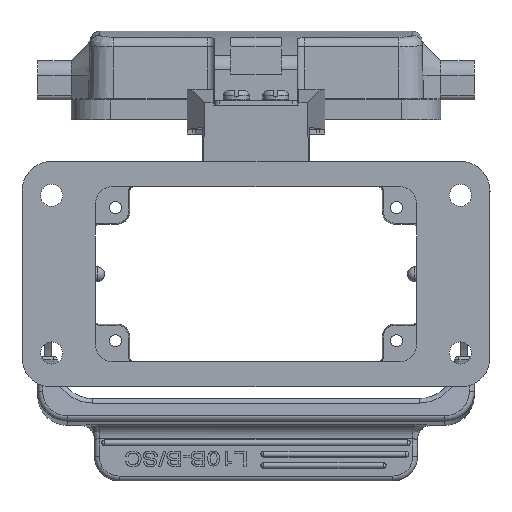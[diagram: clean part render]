
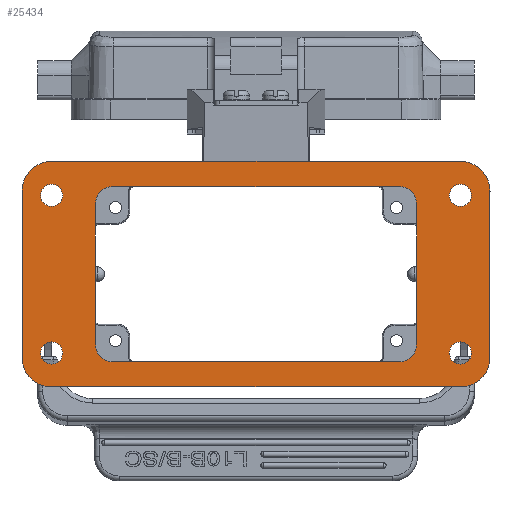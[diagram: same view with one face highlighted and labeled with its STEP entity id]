
A CAD part, front view. The second image highlights one B-rep face of the part: STEP entity #25434.
In plain terms, the highlighted planar face has unit normal (0, -1, 0).
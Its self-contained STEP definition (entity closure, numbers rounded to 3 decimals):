
#2356=CARTESIAN_POINT('',(5.999,0.,
-66.76));
#2357=DIRECTION('',(0.,1.,0.));
#2358=DIRECTION('',(0.,0.,-1.));
#2359=AXIS2_PLACEMENT_3D('',#2356,#2357,#2358);
#2361=CARTESIAN_POINT('',(5.999,0.,
-32.989));
#2362=DIRECTION('',(0.,1.,0.));
#2363=DIRECTION('',(-1.,0.,0.));
#2364=AXIS2_PLACEMENT_3D('',#2361,#2362,#2363);
#2366=CARTESIAN_POINT('',(89.001,0.,
-32.989));
#2367=DIRECTION('',(0.,1.,0.));
#2368=DIRECTION('',(0.,0.,1.));
#2369=AXIS2_PLACEMENT_3D('',#2366,#2367,#2368);
#2371=CARTESIAN_POINT('',(89.001,0.,
-66.76));
#2372=DIRECTION('',(0.,1.,0.));
#2373=DIRECTION('',(1.,0.,0.));
#2374=AXIS2_PLACEMENT_3D('',#2371,#2372,#2373);
#2376=CARTESIAN_POINT('',(89.,0.,-33.874));
#2377=DIRECTION('',(0.,-1.,0.));
#2378=DIRECTION('',(-1.,0.,0.));
#2379=AXIS2_PLACEMENT_3D('',#2376,#2377,#2378);
#2381=CARTESIAN_POINT('',(89.,0.,-33.874));
#2382=DIRECTION('',(0.,-1.,0.));
#2383=DIRECTION('',(1.,0.,0.));
#2384=AXIS2_PLACEMENT_3D('',#2381,#2382,#2383);
#2386=CARTESIAN_POINT('',(89.,0.,-65.874));
#2387=DIRECTION('',(0.,-1.,0.));
#2388=DIRECTION('',(-1.,0.,0.));
#2389=AXIS2_PLACEMENT_3D('',#2386,#2387,#2388);
#2391=CARTESIAN_POINT('',(89.,0.,-65.874));
#2392=DIRECTION('',(0.,-1.,0.));
#2393=DIRECTION('',(1.,0.,0.));
#2394=AXIS2_PLACEMENT_3D('',#2391,#2392,#2393);
#2396=CARTESIAN_POINT('',(6.,0.,-33.874));
#2397=DIRECTION('',(0.,-1.,0.));
#2398=DIRECTION('',(-1.,0.,0.));
#2399=AXIS2_PLACEMENT_3D('',#2396,#2397,#2398);
#2401=CARTESIAN_POINT('',(6.,0.,-33.874));
#2402=DIRECTION('',(0.,-1.,0.));
#2403=DIRECTION('',(1.,0.,0.));
#2404=AXIS2_PLACEMENT_3D('',#2401,#2402,#2403);
#2406=CARTESIAN_POINT('',(6.,0.,-65.874));
#2407=DIRECTION('',(0.,-1.,0.));
#2408=DIRECTION('',(-1.,0.,0.));
#2409=AXIS2_PLACEMENT_3D('',#2406,#2407,#2408);
#2411=CARTESIAN_POINT('',(6.,0.,-65.874));
#2412=DIRECTION('',(0.,-1.,0.));
#2413=DIRECTION('',(1.,0.,0.));
#2414=AXIS2_PLACEMENT_3D('',#2411,#2412,#2413);
#2416=DIRECTION('',(-1.,0.,0.));
#2417=VECTOR('',#2416,58.177);
#2418=CARTESIAN_POINT('',(76.589,0.,
-32.086));
#2419=LINE('',#2418,#2417);
#2420=CARTESIAN_POINT('',(18.411,0.,
-35.586));
#2421=DIRECTION('',(0.,-1.,0.));
#2422=DIRECTION('',(0.,0.,1.));
#2423=AXIS2_PLACEMENT_3D('',#2420,#2421,#2422);
#2425=DIRECTION('',(0.,0.,-1.));
#2426=VECTOR('',#2425,28.577);
#2427=CARTESIAN_POINT('',(14.912,0.,
-35.586));
#2428=LINE('',#2427,#2426);
#2429=CARTESIAN_POINT('',(18.411,0.,
-64.163));
#2430=DIRECTION('',(0.,-1.,0.));
#2431=DIRECTION('',(-1.,0.,0.));
#2432=AXIS2_PLACEMENT_3D('',#2429,#2430,#2431);
#2434=DIRECTION('',(1.,0.,0.));
#2435=VECTOR('',#2434,58.177);
#2436=CARTESIAN_POINT('',(18.411,0.,
-67.662));
#2437=LINE('',#2436,#2435);
#2438=CARTESIAN_POINT('',(76.589,0.,
-64.163));
#2439=DIRECTION('',(0.,-1.,0.));
#2440=DIRECTION('',(0.,0.,-1.));
#2441=AXIS2_PLACEMENT_3D('',#2438,#2439,#2440);
#2443=DIRECTION('',(0.,0.,1.));
#2444=VECTOR('',#2443,28.577);
#2445=CARTESIAN_POINT('',(80.088,0.,
-64.163));
#2446=LINE('',#2445,#2444);
#2447=CARTESIAN_POINT('',(76.589,0.,
-35.586));
#2448=DIRECTION('',(0.,-1.,0.));
#2449=DIRECTION('',(1.,0.,0.));
#2450=AXIS2_PLACEMENT_3D('',#2447,#2448,#2449);
#2452=DIRECTION('',(1.,0.,0.));
#2453=VECTOR('',#2452,83.001);
#2454=CARTESIAN_POINT('',(5.999,0.,
-72.758));
#2455=LINE('',#2454,#2453);
#2512=DIRECTION('',(0.,0.,1.));
#2513=VECTOR('',#2512,33.769);
#2514=CARTESIAN_POINT('',(95.,0.,
-66.759));
#2515=LINE('',#2514,#2513);
#2528=DIRECTION('',(-1.,0.,0.));
#2529=VECTOR('',#2528,83.001);
#2530=CARTESIAN_POINT('',(89.001,0.,
-26.991));
#2531=LINE('',#2530,#2529);
#2544=DIRECTION('',(0.,0.,-1.));
#2545=VECTOR('',#2544,33.769);
#2546=CARTESIAN_POINT('',(0.,0.,
-32.99));
#2547=LINE('',#2546,#2545);
#20502=CARTESIAN_POINT('',(14.912,0.,
-35.586));
#20503=VERTEX_POINT('',#20502);
#20504=CARTESIAN_POINT('',(18.412,0.,
-32.086));
#20505=VERTEX_POINT('',#20504);
#20506=CARTESIAN_POINT('',(18.411,0.,
-67.662));
#20507=VERTEX_POINT('',#20506);
#20508=CARTESIAN_POINT('',(14.912,0.,
-64.163));
#20509=VERTEX_POINT('',#20508);
#20510=CARTESIAN_POINT('',(80.088,0.,
-64.163));
#20511=VERTEX_POINT('',#20510);
#20512=CARTESIAN_POINT('',(76.588,0.,
-67.662));
#20513=VERTEX_POINT('',#20512);
#20514=CARTESIAN_POINT('',(76.589,0.,
-32.086));
#20515=VERTEX_POINT('',#20514);
#20516=CARTESIAN_POINT('',(80.088,0.,
-35.586));
#20517=VERTEX_POINT('',#20516);
#20518=CARTESIAN_POINT('',(5.999,0.,
-72.758));
#20519=CARTESIAN_POINT('',(0.,0.,
-66.759));
#20520=VERTEX_POINT('',#20518);
#20521=VERTEX_POINT('',#20519);
#20522=CARTESIAN_POINT('',(0.,0.,
-32.99));
#20523=CARTESIAN_POINT('',(5.999,0.,
-26.991));
#20524=VERTEX_POINT('',#20522);
#20525=VERTEX_POINT('',#20523);
#20526=CARTESIAN_POINT('',(89.001,0.,
-26.991));
#20527=CARTESIAN_POINT('',(95.,0.,
-32.99));
#20528=VERTEX_POINT('',#20526);
#20529=VERTEX_POINT('',#20527);
#20530=CARTESIAN_POINT('',(95.,0.,
-66.759));
#20531=CARTESIAN_POINT('',(89.001,0.,
-72.758));
#20532=VERTEX_POINT('',#20530);
#20533=VERTEX_POINT('',#20531);
#20534=CARTESIAN_POINT('',(86.75,0.,-33.874));
#20535=CARTESIAN_POINT('',(91.25,0.,-33.874));
#20536=VERTEX_POINT('',#20534);
#20537=VERTEX_POINT('',#20535);
#20538=CARTESIAN_POINT('',(86.75,0.,-65.874));
#20539=CARTESIAN_POINT('',(91.25,0.,-65.874));
#20540=VERTEX_POINT('',#20538);
#20541=VERTEX_POINT('',#20539);
#20542=CARTESIAN_POINT('',(3.75,0.,-33.874));
#20543=CARTESIAN_POINT('',(8.25,0.,-33.874));
#20544=VERTEX_POINT('',#20542);
#20545=VERTEX_POINT('',#20543);
#20546=CARTESIAN_POINT('',(3.75,0.,-65.874));
#20547=CARTESIAN_POINT('',(8.25,0.,-65.874));
#20548=VERTEX_POINT('',#20546);
#20549=VERTEX_POINT('',#20547);
#25377=CARTESIAN_POINT('',(47.5,0.,
-49.874));
#25378=DIRECTION('',(0.,1.,0.));
#25379=DIRECTION('',(1.,0.,0.));
#25380=AXIS2_PLACEMENT_3D('',#25377,#25378,#25379);
#25381=PLANE('',#25380);
#25383=ORIENTED_EDGE('',*,*,#25382,.F.);
#25385=ORIENTED_EDGE('',*,*,#25384,.T.);
#25387=ORIENTED_EDGE('',*,*,#25386,.F.);
#25389=ORIENTED_EDGE('',*,*,#25388,.T.);
#25391=ORIENTED_EDGE('',*,*,#25390,.F.);
#25393=ORIENTED_EDGE('',*,*,#25392,.T.);
#25395=ORIENTED_EDGE('',*,*,#25394,.F.);
#25397=ORIENTED_EDGE('',*,*,#25396,.T.);
#25398=EDGE_LOOP('',(#25383,#25385,#25387,#25389,#25391,#25393,#25395,#25397));
#25399=FACE_OUTER_BOUND('',#25398,.F.);
#25401=ORIENTED_EDGE('',*,*,#25400,.T.);
#25403=ORIENTED_EDGE('',*,*,#25402,.T.);
#25404=EDGE_LOOP('',(#25401,#25403));
#25405=FACE_BOUND('',#25404,.F.);
#25407=ORIENTED_EDGE('',*,*,#25406,.T.);
#25409=ORIENTED_EDGE('',*,*,#25408,.T.);
#25410=EDGE_LOOP('',(#25407,#25409));
#25411=FACE_BOUND('',#25410,.F.);
#25413=ORIENTED_EDGE('',*,*,#25412,.T.);
#25415=ORIENTED_EDGE('',*,*,#25414,.T.);
#25416=EDGE_LOOP('',(#25413,#25415));
#25417=FACE_BOUND('',#25416,.F.);
#25419=ORIENTED_EDGE('',*,*,#25418,.T.);
#25421=ORIENTED_EDGE('',*,*,#25420,.T.);
#25422=EDGE_LOOP('',(#25419,#25421));
#25423=FACE_BOUND('',#25422,.F.);
#25424=ORIENTED_EDGE('',*,*,#25273,.T.);
#25425=ORIENTED_EDGE('',*,*,#25288,.T.);
#25426=ORIENTED_EDGE('',*,*,#25302,.T.);
#25427=ORIENTED_EDGE('',*,*,#25316,.T.);
#25428=ORIENTED_EDGE('',*,*,#25330,.T.);
#25429=ORIENTED_EDGE('',*,*,#25344,.T.);
#25430=ORIENTED_EDGE('',*,*,#25358,.T.);
#25431=ORIENTED_EDGE('',*,*,#25371,.T.);
#25432=EDGE_LOOP('',(#25424,#25425,#25426,#25427,#25428,#25429,#25430,#25431));
#25433=FACE_BOUND('',#25432,.F.);
#2360=CIRCLE('',#2359,5.999);
#2365=CIRCLE('',#2364,5.999);
#2370=CIRCLE('',#2369,5.999);
#2375=CIRCLE('',#2374,5.999);
#2380=CIRCLE('',#2379,2.25);
#2385=CIRCLE('',#2384,2.25);
#2390=CIRCLE('',#2389,2.25);
#2395=CIRCLE('',#2394,2.25);
#2400=CIRCLE('',#2399,2.25);
#2405=CIRCLE('',#2404,2.25);
#2410=CIRCLE('',#2409,2.25);
#2415=CIRCLE('',#2414,2.25);
#2424=CIRCLE('',#2423,3.499);
#2433=CIRCLE('',#2432,3.499);
#2442=CIRCLE('',#2441,3.499);
#2451=CIRCLE('',#2450,3.499);
#25273=EDGE_CURVE('',#20515,#20505,#2419,.T.);
#25288=EDGE_CURVE('',#20505,#20503,#2424,.T.);
#25302=EDGE_CURVE('',#20503,#20509,#2428,.T.);
#25316=EDGE_CURVE('',#20509,#20507,#2433,.T.);
#25330=EDGE_CURVE('',#20507,#20513,#2437,.T.);
#25344=EDGE_CURVE('',#20513,#20511,#2442,.T.);
#25358=EDGE_CURVE('',#20511,#20517,#2446,.T.);
#25371=EDGE_CURVE('',#20517,#20515,#2451,.T.);
#25382=EDGE_CURVE('',#20520,#20533,#2455,.T.);
#25384=EDGE_CURVE('',#20520,#20521,#2360,.T.);
#25386=EDGE_CURVE('',#20524,#20521,#2547,.T.);
#25388=EDGE_CURVE('',#20524,#20525,#2365,.T.);
#25390=EDGE_CURVE('',#20528,#20525,#2531,.T.);
#25392=EDGE_CURVE('',#20528,#20529,#2370,.T.);
#25394=EDGE_CURVE('',#20532,#20529,#2515,.T.);
#25396=EDGE_CURVE('',#20532,#20533,#2375,.T.);
#25400=EDGE_CURVE('',#20536,#20537,#2380,.T.);
#25402=EDGE_CURVE('',#20537,#20536,#2385,.T.);
#25406=EDGE_CURVE('',#20540,#20541,#2390,.T.);
#25408=EDGE_CURVE('',#20541,#20540,#2395,.T.);
#25412=EDGE_CURVE('',#20544,#20545,#2400,.T.);
#25414=EDGE_CURVE('',#20545,#20544,#2405,.T.);
#25418=EDGE_CURVE('',#20548,#20549,#2410,.T.);
#25420=EDGE_CURVE('',#20549,#20548,#2415,.T.);
#25434=ADVANCED_FACE('',(#25399,#25405,#25411,#25417,#25423,#25433),#25381,.F.);
